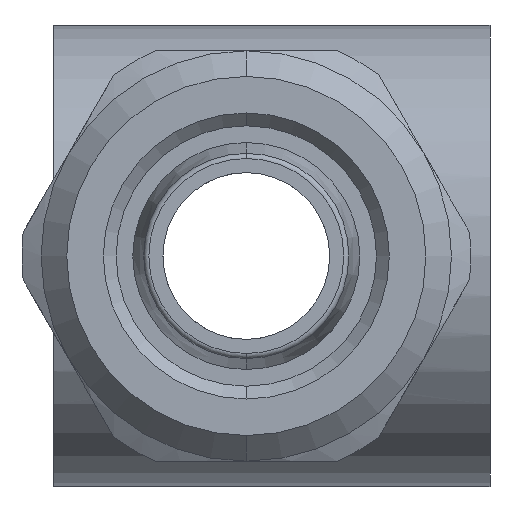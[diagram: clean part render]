
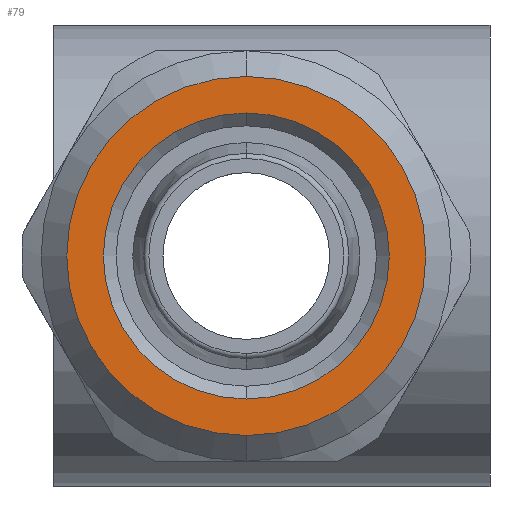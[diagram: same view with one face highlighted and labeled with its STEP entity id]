
A CAD part, left-side view. The second image highlights one B-rep face of the part: STEP entity #79.
In plain terms, the highlighted planar face has unit normal (-1, 0, 0).
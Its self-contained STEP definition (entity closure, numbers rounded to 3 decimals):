
#79 = ADVANCED_FACE ( 'NONE', ( #1418, #1419 ), #2525, .T. ) ;
#104 = EDGE_CURVE ( 'NONE', #1309, #1304, #535, .T. ) ;
#145 = EDGE_CURVE ( 'NONE', #1340, #1303, #692, .T. ) ;
#344 = EDGE_CURVE ( 'NONE', #1304, #1309, #697, .T. ) ;
#348 = EDGE_CURVE ( 'NONE', #1303, #1340, #685, .T. ) ;
#484 = AXIS2_PLACEMENT_3D ( 'NONE', #1579, #1572, #1565 ) ;
#488 = AXIS2_PLACEMENT_3D ( 'NONE', #2506, #2421, #2420 ) ;
#535 = CIRCLE ( 'NONE', #488, 7. ) ;
#685 = CIRCLE ( 'NONE', #953, 5.575 ) ;
#692 = CIRCLE ( 'NONE', #484, 5.575 ) ;
#697 = CIRCLE ( 'NONE', #876, 7. ) ;
#806 = AXIS2_PLACEMENT_3D ( 'NONE', #2493, #2452, #2466 ) ;
#876 = AXIS2_PLACEMENT_3D ( 'NONE', #4057, #4058, #4059 ) ;
#953 = AXIS2_PLACEMENT_3D ( 'NONE', #4067, #4068, #4069 ) ;
#998 = CARTESIAN_POINT ( 'NONE',  ( -25.552, 0., -5.575 ) ) ;
#1077 = ORIENTED_EDGE ( 'NONE', *, *, #344, .F. ) ;
#1082 = ORIENTED_EDGE ( 'NONE', *, *, #104, .F. ) ;
#1089 = ORIENTED_EDGE ( 'NONE', *, *, #348, .T. ) ;
#1100 = ORIENTED_EDGE ( 'NONE', *, *, #145, .T. ) ;
#1303 = VERTEX_POINT ( 'NONE', #3209 ) ;
#1304 = VERTEX_POINT ( 'NONE', #3210 ) ;
#1309 = VERTEX_POINT ( 'NONE', #3215 ) ;
#1340 = VERTEX_POINT ( 'NONE', #998 ) ;
#1357 = EDGE_LOOP ( 'NONE', ( #1089, #1100 ) ) ;
#1397 = EDGE_LOOP ( 'NONE', ( #1077, #1082 ) ) ;
#1418 = FACE_BOUND ( 'NONE', #1357, .T. ) ;
#1419 = FACE_OUTER_BOUND ( 'NONE', #1397, .T. ) ;
#1565 = DIRECTION ( 'NONE',  ( 0., 0., -1. ) ) ;
#1572 = DIRECTION ( 'NONE',  ( 1., 0., 0. ) ) ;
#1579 = CARTESIAN_POINT ( 'NONE',  ( -25.552, 0., 0. ) ) ;
#2420 = DIRECTION ( 'NONE',  ( 0., 0., -1. ) ) ;
#2421 = DIRECTION ( 'NONE',  ( 1., 0., 0. ) ) ;
#2452 = DIRECTION ( 'NONE',  ( -1., 0., 0. ) ) ;
#2466 = DIRECTION ( 'NONE',  ( 0., 0., 1. ) ) ;
#2493 = CARTESIAN_POINT ( 'NONE',  ( -25.552, 7., 0. ) ) ;
#2506 = CARTESIAN_POINT ( 'NONE',  ( -25.552, 0., 0. ) ) ;
#2525 = PLANE ( 'NONE',  #806 ) ;
#3209 = CARTESIAN_POINT ( 'NONE',  ( -25.552, 0., 5.575 ) ) ;
#3210 = CARTESIAN_POINT ( 'NONE',  ( -25.552, 0., -7. ) ) ;
#3215 = CARTESIAN_POINT ( 'NONE',  ( -25.552, 0., 7. ) ) ;
#4057 = CARTESIAN_POINT ( 'NONE',  ( -25.552, 0., 0. ) ) ;
#4058 = DIRECTION ( 'NONE',  ( 1., 0., 0. ) ) ;
#4059 = DIRECTION ( 'NONE',  ( 0., 0., -1. ) ) ;
#4067 = CARTESIAN_POINT ( 'NONE',  ( -25.552, 0., 0. ) ) ;
#4068 = DIRECTION ( 'NONE',  ( 1., 0., 0. ) ) ;
#4069 = DIRECTION ( 'NONE',  ( 0., 0., -1. ) ) ;
